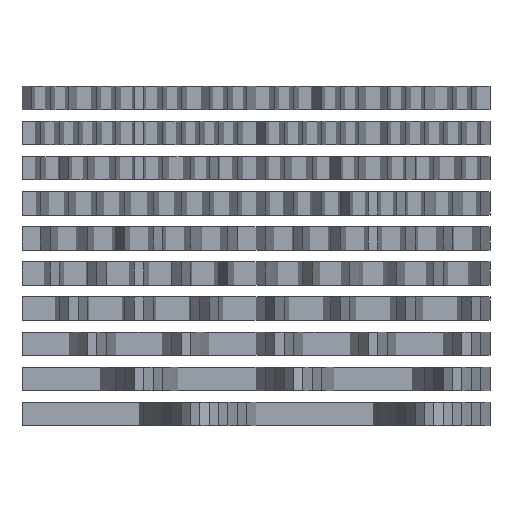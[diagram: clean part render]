
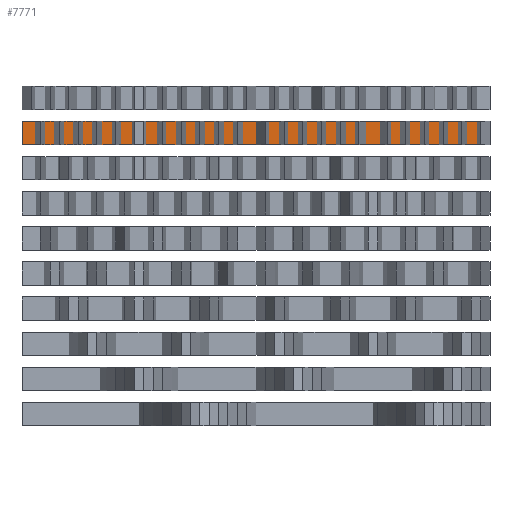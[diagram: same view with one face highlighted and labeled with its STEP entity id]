
A CAD part, front view. The second image highlights one B-rep face of the part: STEP entity #7771.
In plain terms, the highlighted planar face has unit normal (0, -1, 0).
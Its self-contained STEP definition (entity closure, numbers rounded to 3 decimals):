
#4012 = EDGE_CURVE('',#4013,#4015,#4017,.T.);
#4013 = VERTEX_POINT('',#4014);
#4014 = CARTESIAN_POINT('',(0.,0.,120.));
#4015 = VERTEX_POINT('',#4016);
#4016 = CARTESIAN_POINT('',(0.,0.,130.));
#4017 = SURFACE_CURVE('',#4018,(#4022,#4034),.PCURVE_S1.);
#4018 = LINE('',#4019,#4020);
#4019 = CARTESIAN_POINT('',(0.,0.,120.));
#4020 = VECTOR('',#4021,1.);
#4021 = DIRECTION('',(0.,0.,1.));
#4022 = PCURVE('',#4023,#4028);
#4023 = PLANE('',#4024);
#4024 = AXIS2_PLACEMENT_3D('',#4025,#4026,#4027);
#4025 = CARTESIAN_POINT('',(0.,0.,120.));
#4026 = DIRECTION('',(-0.952,0.306,0.));
#4027 = DIRECTION('',(0.306,0.952,0.));
#4028 = DEFINITIONAL_REPRESENTATION('',(#4029),#4033);
#4029 = LINE('',#4030,#4031);
#4030 = CARTESIAN_POINT('',(0.,0.));
#4031 = VECTOR('',#4032,1.);
#4032 = DIRECTION('',(0.,-1.));
#4033 = ( GEOMETRIC_REPRESENTATION_CONTEXT(2) 
PARAMETRIC_REPRESENTATION_CONTEXT() REPRESENTATION_CONTEXT('2D SPACE',''
  ) );
#4034 = PCURVE('',#4035,#4040);
#4035 = PLANE('',#4036);
#4036 = AXIS2_PLACEMENT_3D('',#4037,#4038,#4039);
#4037 = CARTESIAN_POINT('',(200.,0.,120.));
#4038 = DIRECTION('',(0.,-1.,0.));
#4039 = DIRECTION('',(-1.,0.,0.));
#4040 = DEFINITIONAL_REPRESENTATION('',(#4041),#4045);
#4041 = LINE('',#4042,#4043);
#4042 = CARTESIAN_POINT('',(200.,0.));
#4043 = VECTOR('',#4044,1.);
#4044 = DIRECTION('',(0.,-1.));
#4045 = ( GEOMETRIC_REPRESENTATION_CONTEXT(2) 
PARAMETRIC_REPRESENTATION_CONTEXT() REPRESENTATION_CONTEXT('2D SPACE',''
  ) );
#4063 = PLANE('',#4064);
#4064 = AXIS2_PLACEMENT_3D('',#4065,#4066,#4067);
#4065 = CARTESIAN_POINT('',(100.,0.,130.));
#4066 = DIRECTION('',(-0.,-0.,-1.));
#4067 = DIRECTION('',(-1.,0.,0.));
#4117 = PLANE('',#4118);
#4118 = AXIS2_PLACEMENT_3D('',#4119,#4120,#4121);
#4119 = CARTESIAN_POINT('',(100.,0.,120.));
#4120 = DIRECTION('',(-0.,-0.,-1.));
#4121 = DIRECTION('',(-1.,0.,0.));
#7668 = PLANE('',#7669);
#7669 = AXIS2_PLACEMENT_3D('',#7670,#7671,#7672);
#7670 = CARTESIAN_POINT('',(196.,-12.434,120.));
#7671 = DIRECTION('',(-0.952,0.306,0.));
#7672 = DIRECTION('',(0.306,0.952,0.));
#7706 = VERTEX_POINT('',#7707);
#7707 = CARTESIAN_POINT('',(200.,0.,130.));
#7728 = EDGE_CURVE('',#7729,#7706,#7731,.T.);
#7729 = VERTEX_POINT('',#7730);
#7730 = CARTESIAN_POINT('',(200.,0.,120.));
#7731 = SURFACE_CURVE('',#7732,(#7736,#7743),.PCURVE_S1.);
#7732 = LINE('',#7733,#7734);
#7733 = CARTESIAN_POINT('',(200.,0.,120.));
#7734 = VECTOR('',#7735,1.);
#7735 = DIRECTION('',(0.,0.,1.));
#7736 = PCURVE('',#7668,#7737);
#7737 = DEFINITIONAL_REPRESENTATION('',(#7738),#7742);
#7738 = LINE('',#7739,#7740);
#7739 = CARTESIAN_POINT('',(13.062,0.));
#7740 = VECTOR('',#7741,1.);
#7741 = DIRECTION('',(0.,-1.));
#7742 = ( GEOMETRIC_REPRESENTATION_CONTEXT(2) 
PARAMETRIC_REPRESENTATION_CONTEXT() REPRESENTATION_CONTEXT('2D SPACE',''
  ) );
#7743 = PCURVE('',#4035,#7744);
#7744 = DEFINITIONAL_REPRESENTATION('',(#7745),#7749);
#7745 = LINE('',#7746,#7747);
#7746 = CARTESIAN_POINT('',(0.,0.));
#7747 = VECTOR('',#7748,1.);
#7748 = DIRECTION('',(0.,-1.));
#7749 = ( GEOMETRIC_REPRESENTATION_CONTEXT(2) 
PARAMETRIC_REPRESENTATION_CONTEXT() REPRESENTATION_CONTEXT('2D SPACE',''
  ) );
#7771 = ADVANCED_FACE('',(#7772),#4035,.T.);
#7772 = FACE_BOUND('',#7773,.T.);
#7773 = EDGE_LOOP('',(#7774,#7775,#7796,#7797));
#7774 = ORIENTED_EDGE('',*,*,#7728,.T.);
#7775 = ORIENTED_EDGE('',*,*,#7776,.T.);
#7776 = EDGE_CURVE('',#7706,#4015,#7777,.T.);
#7777 = SURFACE_CURVE('',#7778,(#7782,#7789),.PCURVE_S1.);
#7778 = LINE('',#7779,#7780);
#7779 = CARTESIAN_POINT('',(200.,0.,130.));
#7780 = VECTOR('',#7781,1.);
#7781 = DIRECTION('',(-1.,0.,0.));
#7782 = PCURVE('',#4035,#7783);
#7783 = DEFINITIONAL_REPRESENTATION('',(#7784),#7788);
#7784 = LINE('',#7785,#7786);
#7785 = CARTESIAN_POINT('',(0.,-10.));
#7786 = VECTOR('',#7787,1.);
#7787 = DIRECTION('',(1.,0.));
#7788 = ( GEOMETRIC_REPRESENTATION_CONTEXT(2) 
PARAMETRIC_REPRESENTATION_CONTEXT() REPRESENTATION_CONTEXT('2D SPACE',''
  ) );
#7789 = PCURVE('',#4063,#7790);
#7790 = DEFINITIONAL_REPRESENTATION('',(#7791),#7795);
#7791 = LINE('',#7792,#7793);
#7792 = CARTESIAN_POINT('',(-100.,0.));
#7793 = VECTOR('',#7794,1.);
#7794 = DIRECTION('',(1.,0.));
#7795 = ( GEOMETRIC_REPRESENTATION_CONTEXT(2) 
PARAMETRIC_REPRESENTATION_CONTEXT() REPRESENTATION_CONTEXT('2D SPACE',''
  ) );
#7796 = ORIENTED_EDGE('',*,*,#4012,.F.);
#7797 = ORIENTED_EDGE('',*,*,#7798,.F.);
#7798 = EDGE_CURVE('',#7729,#4013,#7799,.T.);
#7799 = SURFACE_CURVE('',#7800,(#7804,#7811),.PCURVE_S1.);
#7800 = LINE('',#7801,#7802);
#7801 = CARTESIAN_POINT('',(200.,0.,120.));
#7802 = VECTOR('',#7803,1.);
#7803 = DIRECTION('',(-1.,0.,0.));
#7804 = PCURVE('',#4035,#7805);
#7805 = DEFINITIONAL_REPRESENTATION('',(#7806),#7810);
#7806 = LINE('',#7807,#7808);
#7807 = CARTESIAN_POINT('',(0.,0.));
#7808 = VECTOR('',#7809,1.);
#7809 = DIRECTION('',(1.,0.));
#7810 = ( GEOMETRIC_REPRESENTATION_CONTEXT(2) 
PARAMETRIC_REPRESENTATION_CONTEXT() REPRESENTATION_CONTEXT('2D SPACE',''
  ) );
#7811 = PCURVE('',#4117,#7812);
#7812 = DEFINITIONAL_REPRESENTATION('',(#7813),#7817);
#7813 = LINE('',#7814,#7815);
#7814 = CARTESIAN_POINT('',(-100.,0.));
#7815 = VECTOR('',#7816,1.);
#7816 = DIRECTION('',(1.,0.));
#7817 = ( GEOMETRIC_REPRESENTATION_CONTEXT(2) 
PARAMETRIC_REPRESENTATION_CONTEXT() REPRESENTATION_CONTEXT('2D SPACE',''
  ) );
